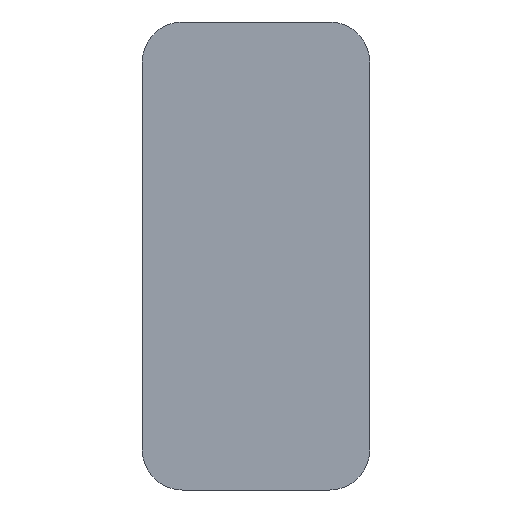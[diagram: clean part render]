
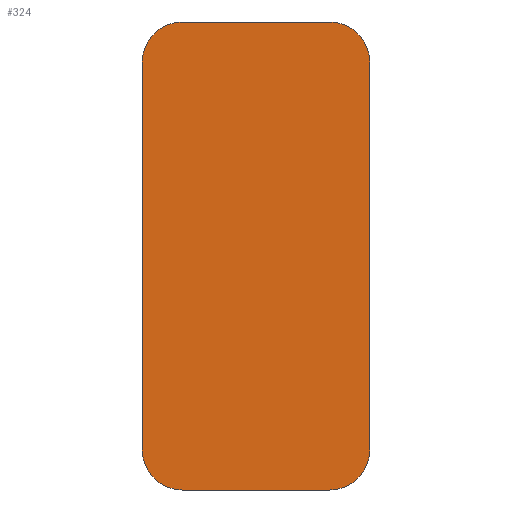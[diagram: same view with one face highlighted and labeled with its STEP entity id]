
A CAD part, left-side view. The second image highlights one B-rep face of the part: STEP entity #324.
In plain terms, the highlighted planar face has unit normal (-1, 0, 0).
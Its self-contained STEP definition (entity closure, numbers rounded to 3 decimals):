
#3 = VERTEX_POINT ( 'NONE', #68 ) ;
#4 = CARTESIAN_POINT ( 'NONE',  ( -58., 17., -17.5 ) ) ;
#20 = DIRECTION ( 'NONE',  ( 0., 0., -1. ) ) ;
#35 = CARTESIAN_POINT ( 'NONE',  ( -58., 3., -17.5 ) ) ;
#52 = LINE ( 'NONE', #171, #320 ) ;
#68 = CARTESIAN_POINT ( 'NONE',  ( -58., 14., -17.5 ) ) ;
#69 = DIRECTION ( 'NONE',  ( 0., 0., -1. ) ) ;
#71 = EDGE_LOOP ( 'NONE', ( #280, #175, #159, #117, #325, #130, #188, #375 ) ) ;
#81 = AXIS2_PLACEMENT_3D ( 'NONE', #108, #229, #199 ) ;
#85 = LINE ( 'NONE', #251, #305 ) ;
#91 = VERTEX_POINT ( 'NONE', #137 ) ;
#93 = CARTESIAN_POINT ( 'NONE',  ( -58., 17., -17.5 ) ) ;
#95 = VERTEX_POINT ( 'NONE', #289 ) ;
#105 = CARTESIAN_POINT ( 'NONE',  ( -58., 0., -14.5 ) ) ;
#108 = CARTESIAN_POINT ( 'NONE',  ( -58., 3., -14.5 ) ) ;
#112 = EDGE_CURVE ( 'NONE', #95, #3, #129, .T. ) ;
#117 = ORIENTED_EDGE ( 'NONE', *, *, #374, .T. ) ;
#120 = VERTEX_POINT ( 'NONE', #141 ) ;
#123 = CARTESIAN_POINT ( 'NONE',  ( -58., 3., 14.5 ) ) ;
#126 = DIRECTION ( 'NONE',  ( 0., 0., -1. ) ) ;
#128 = FACE_OUTER_BOUND ( 'NONE', #71, .T. ) ;
#129 = CIRCLE ( 'NONE', #201, 3. ) ;
#130 = ORIENTED_EDGE ( 'NONE', *, *, #345, .T. ) ;
#137 = CARTESIAN_POINT ( 'NONE',  ( -58., 17., 14.5 ) ) ;
#141 = CARTESIAN_POINT ( 'NONE',  ( -58., 0., 14.5 ) ) ;
#146 = VERTEX_POINT ( 'NONE', #264 ) ;
#147 = VECTOR ( 'NONE', #301, 1000. ) ;
#153 = LINE ( 'NONE', #4, #147 ) ;
#155 = CARTESIAN_POINT ( 'NONE',  ( -58., 14., 14.5 ) ) ;
#156 = VERTEX_POINT ( 'NONE', #105 ) ;
#159 = ORIENTED_EDGE ( 'NONE', *, *, #169, .T. ) ;
#162 = EDGE_CURVE ( 'NONE', #273, #156, #231, .T. ) ;
#167 = DIRECTION ( 'NONE',  ( 0., -1., 0. ) ) ;
#169 = EDGE_CURVE ( 'NONE', #156, #120, #269, .T. ) ;
#171 = CARTESIAN_POINT ( 'NONE',  ( -58., 17., -17.5 ) ) ;
#175 = ORIENTED_EDGE ( 'NONE', *, *, #162, .T. ) ;
#178 = DIRECTION ( 'NONE',  ( 0., -1., 0. ) ) ;
#179 = AXIS2_PLACEMENT_3D ( 'NONE', #155, #272, #69 ) ;
#181 = CARTESIAN_POINT ( 'NONE',  ( -58., 14., 17.5 ) ) ;
#188 = ORIENTED_EDGE ( 'NONE', *, *, #243, .F. ) ;
#199 = DIRECTION ( 'NONE',  ( 0., 0., -1. ) ) ;
#201 = AXIS2_PLACEMENT_3D ( 'NONE', #312, #316, #20 ) ;
#208 = EDGE_CURVE ( 'NONE', #3, #273, #52, .T. ) ;
#212 = AXIS2_PLACEMENT_3D ( 'NONE', #123, #245, #317 ) ;
#229 = DIRECTION ( 'NONE',  ( -1., 0., 0. ) ) ;
#231 = CIRCLE ( 'NONE', #81, 3. ) ;
#235 = DIRECTION ( 'NONE',  ( 1., 0., 0. ) ) ;
#243 = EDGE_CURVE ( 'NONE', #95, #91, #153, .T. ) ;
#245 = DIRECTION ( 'NONE',  ( -1., 0., 0. ) ) ;
#251 = CARTESIAN_POINT ( 'NONE',  ( -58., 17., 17.5 ) ) ;
#264 = CARTESIAN_POINT ( 'NONE',  ( -58., 3., 17.5 ) ) ;
#267 = CARTESIAN_POINT ( 'NONE',  ( -58., 0., -17.5 ) ) ;
#268 = EDGE_CURVE ( 'NONE', #300, #146, #85, .T. ) ;
#269 = LINE ( 'NONE', #267, #290 ) ;
#272 = DIRECTION ( 'NONE',  ( -1., 0., 0. ) ) ;
#273 = VERTEX_POINT ( 'NONE', #35 ) ;
#280 = ORIENTED_EDGE ( 'NONE', *, *, #208, .T. ) ;
#289 = CARTESIAN_POINT ( 'NONE',  ( -58., 17., -14.5 ) ) ;
#290 = VECTOR ( 'NONE', #340, 1000. ) ;
#298 = CIRCLE ( 'NONE', #179, 3. ) ;
#300 = VERTEX_POINT ( 'NONE', #181 ) ;
#301 = DIRECTION ( 'NONE',  ( 0., 0., 1. ) ) ;
#305 = VECTOR ( 'NONE', #178, 1000. ) ;
#312 = CARTESIAN_POINT ( 'NONE',  ( -58., 14., -14.5 ) ) ;
#316 = DIRECTION ( 'NONE',  ( -1., 0., 0. ) ) ;
#317 = DIRECTION ( 'NONE',  ( 0., 0., -1. ) ) ;
#320 = VECTOR ( 'NONE', #167, 1000. ) ;
#324 = ADVANCED_FACE ( 'NONE', ( #128 ), #328, .F. ) ;
#325 = ORIENTED_EDGE ( 'NONE', *, *, #268, .F. ) ;
#326 = AXIS2_PLACEMENT_3D ( 'NONE', #93, #235, #126 ) ;
#328 = PLANE ( 'NONE',  #326 ) ;
#340 = DIRECTION ( 'NONE',  ( 0., 0., 1. ) ) ;
#345 = EDGE_CURVE ( 'NONE', #300, #91, #298, .T. ) ;
#372 = CIRCLE ( 'NONE', #212, 3. ) ;
#374 = EDGE_CURVE ( 'NONE', #120, #146, #372, .T. ) ;
#375 = ORIENTED_EDGE ( 'NONE', *, *, #112, .T. ) ;
